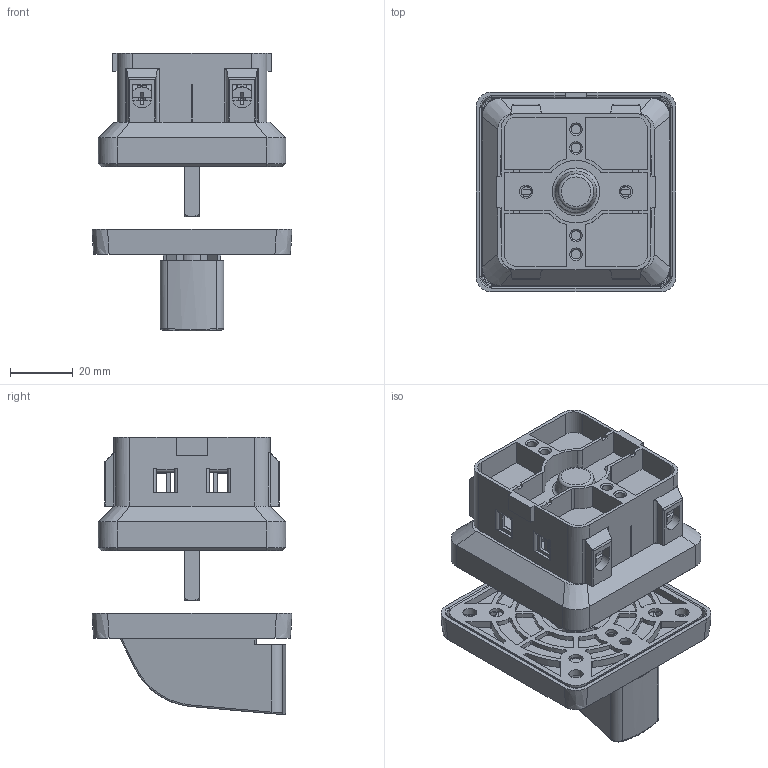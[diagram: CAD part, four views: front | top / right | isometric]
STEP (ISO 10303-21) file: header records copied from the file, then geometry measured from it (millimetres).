
FILE_DESCRIPTION(/* description */ ('Unknown'),/* implementation_level */ '2;1');
FILE_NAME(/* name */ '315.004',/* time_stamp */ '2025-11-20T11:36:07-03:00',/* author */ ('Unknown'),/* organization */ ('Unknown'),/* preprocessor_version */ 'ST-DEVELOPER v16.7',/* originating_system */ 'Solid Edge',/* authorisation */ 'Unknown');
FILE_SCHEMA (('AUTOMOTIVE_DESIGN {1 0 10303 214 3 1 1}'));
Products named in the file (1): 315.004
Bounding box: 64 x 64 x 88.78 mm (x, y, z)
Volume: 63499.7 mm3; surface area: 73522.2 mm2
Topology: 2 solids, 8 shells, 1841 faces, 5139 edges, 3229 vertices
Faces by surface type: plane 1241, cylinder 486, cone 51, bspline 49, torus 14
Full cylindrical faces by diameter (mm): 2.3 x2, 3 x8, 3.2 x2, 3.242 x2, 3.7 x4, 3.9 x4, 4.2 x4, 4.5 x12, 5 x24, 7.5 x4, 8.2 x2, 8.5 x1, 8.9 x2, 9 x4, 11 x1, 12 x1, 22.5 x1, 26.2 x1, 47 x1
Entity records: 66079 total; most frequent: CARTESIAN_POINT 19917, ORIENTED_EDGE 9802, DIRECTION 9317, EDGE_CURVE 4901, LINE 3475, VECTOR 3475, VERTEX_POINT 3112, AXIS2_PLACEMENT_3D 2921
